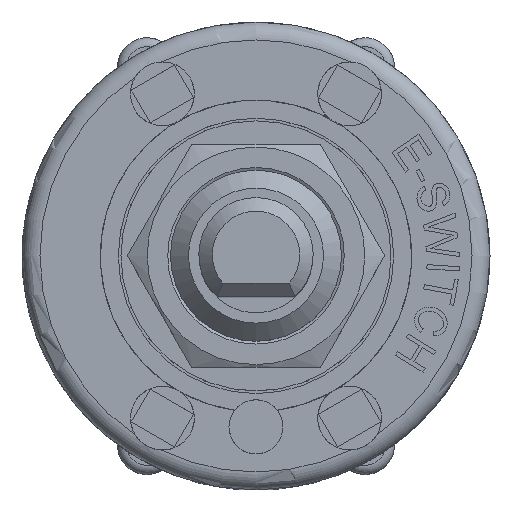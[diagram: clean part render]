
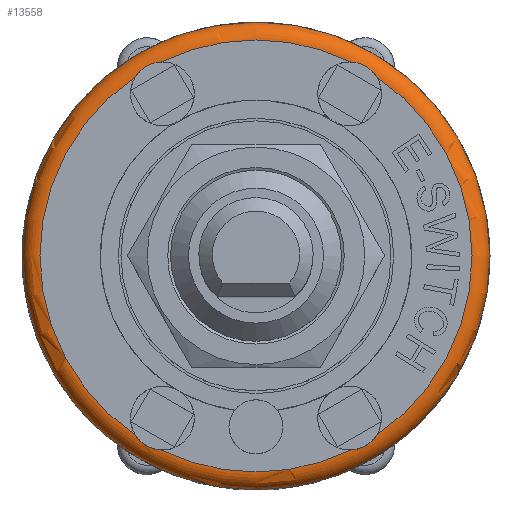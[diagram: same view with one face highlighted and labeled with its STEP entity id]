
A CAD part, top view. The second image highlights one B-rep face of the part: STEP entity #13558.
In plain terms, the highlighted toroidal (fillet/blend) face has major radius 12 mm and minor radius 1 mm.
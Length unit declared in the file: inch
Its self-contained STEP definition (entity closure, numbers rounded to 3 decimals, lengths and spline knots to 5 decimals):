
#26=TOROIDAL_SURFACE('',#14253,0.47244,0.03937);
#1150=B_SPLINE_CURVE_WITH_KNOTS('',3,(#23371,#23372,#23373,#23374,#23375,
#23376,#23377,#23378,#23379,#23380,#23381,#23382),.UNSPECIFIED.,.F.,.F.,
(4,2,2,2,2,4),(-0.26924,-0.24463,-0.21597,
-0.19207,-0.16451,-0.13568),.UNSPECIFIED.);
#1151=B_SPLINE_CURVE_WITH_KNOTS('',3,(#23394,#23395,#23396,#23397,#23398,
#23399,#23400,#23401,#23402,#23403,#23404,#23405),.UNSPECIFIED.,.F.,.F.,
(4,2,2,2,2,4),(-0.26924,-0.24463,-0.21597,
-0.19207,-0.16451,-0.13568),.UNSPECIFIED.);
#1152=B_SPLINE_CURVE_WITH_KNOTS('',3,(#23422,#23423,#23424,#23425,#23426,
#23427,#23428,#23429,#23430,#23431,#23432,#23433),.UNSPECIFIED.,.F.,.F.,
(4,2,2,2,2,4),(-0.26924,-0.24463,-0.21597,
-0.19207,-0.16451,-0.13568),.UNSPECIFIED.);
#1153=B_SPLINE_CURVE_WITH_KNOTS('',3,(#23455,#23456,#23457,#23458,#23459,
#23460,#23461,#23462,#23463,#23464,#23465,#23466),.UNSPECIFIED.,.F.,.F.,
(4,2,2,2,2,4),(-0.26924,-0.24463,-0.21597,
-0.19207,-0.16451,-0.13568),.UNSPECIFIED.);
#1839=FACE_OUTER_BOUND('',#2642,.T.);
#2642=EDGE_LOOP('',(#12508,#12509,#12510,#12511,#12512,#12513,#12514,#12515,
#12516,#12517,#12518,#12519));
#5665=CIRCLE('',#14206,0.51181);
#5692=CIRCLE('',#14254,0.03937);
#5693=CIRCLE('',#14255,0.47244);
#5694=CIRCLE('',#14256,0.47244);
#5695=CIRCLE('',#14257,0.47244);
#5696=CIRCLE('',#14258,0.47244);
#5697=CIRCLE('',#14259,0.47244);
#6936=VERTEX_POINT('',#23333);
#6944=VERTEX_POINT('',#23369);
#6945=VERTEX_POINT('',#23370);
#6948=VERTEX_POINT('',#23392);
#6949=VERTEX_POINT('',#23393);
#6954=VERTEX_POINT('',#23420);
#6955=VERTEX_POINT('',#23421);
#6962=VERTEX_POINT('',#23453);
#6963=VERTEX_POINT('',#23454);
#6966=VERTEX_POINT('',#23476);
#8829=EDGE_CURVE('',#6936,#6936,#5665,.T.);
#8847=EDGE_CURVE('',#6944,#6945,#1150,.T.);
#8853=EDGE_CURVE('',#6948,#6949,#1151,.T.);
#8861=EDGE_CURVE('',#6954,#6955,#1152,.T.);
#8871=EDGE_CURVE('',#6962,#6963,#1153,.T.);
#8877=EDGE_CURVE('',#6936,#6966,#5692,.T.);
#8878=EDGE_CURVE('',#6966,#6954,#5693,.T.);
#8879=EDGE_CURVE('',#6955,#6948,#5694,.T.);
#8880=EDGE_CURVE('',#6949,#6944,#5695,.T.);
#8881=EDGE_CURVE('',#6945,#6962,#5696,.T.);
#8882=EDGE_CURVE('',#6963,#6966,#5697,.T.);
#12508=ORIENTED_EDGE('',*,*,#8829,.T.);
#12509=ORIENTED_EDGE('',*,*,#8877,.T.);
#12510=ORIENTED_EDGE('',*,*,#8878,.T.);
#12511=ORIENTED_EDGE('',*,*,#8861,.T.);
#12512=ORIENTED_EDGE('',*,*,#8879,.T.);
#12513=ORIENTED_EDGE('',*,*,#8853,.T.);
#12514=ORIENTED_EDGE('',*,*,#8880,.T.);
#12515=ORIENTED_EDGE('',*,*,#8847,.T.);
#12516=ORIENTED_EDGE('',*,*,#8881,.T.);
#12517=ORIENTED_EDGE('',*,*,#8871,.T.);
#12518=ORIENTED_EDGE('',*,*,#8882,.T.);
#12519=ORIENTED_EDGE('',*,*,#8877,.F.);
#13558=ADVANCED_FACE('',(#1839),#26,.T.);
#14206=AXIS2_PLACEMENT_3D('',#23334,#16883,#16884);
#14253=AXIS2_PLACEMENT_3D('',#23475,#16994,#16995);
#14254=AXIS2_PLACEMENT_3D('',#23477,#16996,#16997);
#14255=AXIS2_PLACEMENT_3D('',#23478,#16998,#16999);
#14256=AXIS2_PLACEMENT_3D('',#23479,#17000,#17001);
#14257=AXIS2_PLACEMENT_3D('',#23480,#17002,#17003);
#14258=AXIS2_PLACEMENT_3D('',#23481,#17004,#17005);
#14259=AXIS2_PLACEMENT_3D('',#23482,#17006,#17007);
#16883=DIRECTION('center_axis',(0.,0.,1.));
#16884=DIRECTION('ref_axis',(-1.,0.,0.));
#16994=DIRECTION('center_axis',(0.,0.,-1.));
#16995=DIRECTION('ref_axis',(-1.,0.,0.));
#16996=DIRECTION('center_axis',(0.,-1.,0.));
#16997=DIRECTION('ref_axis',(1.,0.,0.));
#16998=DIRECTION('center_axis',(0.,0.,-1.));
#16999=DIRECTION('ref_axis',(-1.,0.,0.));
#17000=DIRECTION('center_axis',(0.,0.,-1.));
#17001=DIRECTION('ref_axis',(-1.,0.,0.));
#17002=DIRECTION('center_axis',(0.,0.,-1.));
#17003=DIRECTION('ref_axis',(-1.,0.,0.));
#17004=DIRECTION('center_axis',(0.,0.,-1.));
#17005=DIRECTION('ref_axis',(-1.,0.,0.));
#17006=DIRECTION('center_axis',(0.,0.,-1.));
#17007=DIRECTION('ref_axis',(-1.,0.,0.));
#23333=CARTESIAN_POINT('',(0.51181,0.,0.37402));
#23334=CARTESIAN_POINT('Origin',(0.,0.,0.37402));
#23369=CARTESIAN_POINT('',(-0.26379,0.39194,0.41339));
#23370=CARTESIAN_POINT('',(-0.20753,0.42442,0.41339));
#23371=CARTESIAN_POINT('Ctrl Pts',(-0.26379,0.39194,
0.41339));
#23372=CARTESIAN_POINT('Ctrl Pts',(-0.26165,0.39532,
0.41339));
#23373=CARTESIAN_POINT('Ctrl Pts',(-0.25918,0.39859,
0.41329));
#23374=CARTESIAN_POINT('Ctrl Pts',(-0.25306,0.40529,
0.41304));
#23375=CARTESIAN_POINT('Ctrl Pts',(-0.2494,0.40855,
0.4129));
#23376=CARTESIAN_POINT('Ctrl Pts',(-0.24211,0.41377,
0.41277));
#23377=CARTESIAN_POINT('Ctrl Pts',(-0.2386,0.41585,
0.41276));
#23378=CARTESIAN_POINT('Ctrl Pts',(-0.23069,0.41964,
0.41286));
#23379=CARTESIAN_POINT('Ctrl Pts',(-0.22626,0.42124,
0.41299));
#23380=CARTESIAN_POINT('Ctrl Pts',(-0.21694,0.42357,
0.41325));
#23381=CARTESIAN_POINT('Ctrl Pts',(-0.21219,0.42423,
0.41339));
#23382=CARTESIAN_POINT('Ctrl Pts',(-0.20753,0.42442,
0.41339));
#23392=CARTESIAN_POINT('',(-0.20753,-0.42442,0.41339));
#23393=CARTESIAN_POINT('',(-0.26379,-0.39194,0.41339));
#23394=CARTESIAN_POINT('Ctrl Pts',(-0.20753,-0.42442,
0.41339));
#23395=CARTESIAN_POINT('Ctrl Pts',(-0.21153,-0.42426,
0.41339));
#23396=CARTESIAN_POINT('Ctrl Pts',(-0.2156,-0.42375,
0.41329));
#23397=CARTESIAN_POINT('Ctrl Pts',(-0.22446,-0.42181,
0.41304));
#23398=CARTESIAN_POINT('Ctrl Pts',(-0.22911,-0.42026,
0.4129));
#23399=CARTESIAN_POINT('Ctrl Pts',(-0.23728,-0.41656,
0.41277));
#23400=CARTESIAN_POINT('Ctrl Pts',(-0.24084,-0.41456,
0.41276));
#23401=CARTESIAN_POINT('Ctrl Pts',(-0.24808,-0.4096,
0.41286));
#23402=CARTESIAN_POINT('Ctrl Pts',(-0.25168,-0.40656,
0.41299));
#23403=CARTESIAN_POINT('Ctrl Pts',(-0.25836,-0.39966,
0.41325));
#23404=CARTESIAN_POINT('Ctrl Pts',(-0.2613,-0.39588,
0.41339));
#23405=CARTESIAN_POINT('Ctrl Pts',(-0.26379,-0.39194,
0.41339));
#23420=CARTESIAN_POINT('',(0.26379,-0.39194,0.41339));
#23421=CARTESIAN_POINT('',(0.20753,-0.42442,0.41339));
#23422=CARTESIAN_POINT('Ctrl Pts',(0.26379,-0.39194,
0.41339));
#23423=CARTESIAN_POINT('Ctrl Pts',(0.26165,-0.39532,
0.41339));
#23424=CARTESIAN_POINT('Ctrl Pts',(0.25918,-0.39859,
0.41329));
#23425=CARTESIAN_POINT('Ctrl Pts',(0.25306,-0.40529,
0.41304));
#23426=CARTESIAN_POINT('Ctrl Pts',(0.2494,-0.40855,
0.4129));
#23427=CARTESIAN_POINT('Ctrl Pts',(0.24211,-0.41377,
0.41277));
#23428=CARTESIAN_POINT('Ctrl Pts',(0.2386,-0.41585,
0.41276));
#23429=CARTESIAN_POINT('Ctrl Pts',(0.23069,-0.41964,
0.41286));
#23430=CARTESIAN_POINT('Ctrl Pts',(0.22626,-0.42124,
0.41299));
#23431=CARTESIAN_POINT('Ctrl Pts',(0.21694,-0.42357,
0.41325));
#23432=CARTESIAN_POINT('Ctrl Pts',(0.21219,-0.42423,
0.41339));
#23433=CARTESIAN_POINT('Ctrl Pts',(0.20753,-0.42442,
0.41339));
#23453=CARTESIAN_POINT('',(0.20753,0.42442,0.41339));
#23454=CARTESIAN_POINT('',(0.26379,0.39194,0.41339));
#23455=CARTESIAN_POINT('Ctrl Pts',(0.20753,0.42442,0.41339));
#23456=CARTESIAN_POINT('Ctrl Pts',(0.21153,0.42426,
0.41339));
#23457=CARTESIAN_POINT('Ctrl Pts',(0.2156,0.42375,
0.41329));
#23458=CARTESIAN_POINT('Ctrl Pts',(0.22446,0.42181,0.41304));
#23459=CARTESIAN_POINT('Ctrl Pts',(0.22911,0.42026,
0.4129));
#23460=CARTESIAN_POINT('Ctrl Pts',(0.23728,0.41656,0.41277));
#23461=CARTESIAN_POINT('Ctrl Pts',(0.24084,0.41456,
0.41276));
#23462=CARTESIAN_POINT('Ctrl Pts',(0.24808,0.4096,
0.41286));
#23463=CARTESIAN_POINT('Ctrl Pts',(0.25168,0.40656,
0.41299));
#23464=CARTESIAN_POINT('Ctrl Pts',(0.25836,0.39966,
0.41325));
#23465=CARTESIAN_POINT('Ctrl Pts',(0.2613,0.39588,
0.41339));
#23466=CARTESIAN_POINT('Ctrl Pts',(0.26379,0.39194,
0.41339));
#23475=CARTESIAN_POINT('Origin',(0.,0.,0.37402));
#23476=CARTESIAN_POINT('',(0.47244,0.,0.41339));
#23477=CARTESIAN_POINT('Origin',(0.47244,0.,
0.37402));
#23478=CARTESIAN_POINT('Origin',(0.,0.,0.41339));
#23479=CARTESIAN_POINT('Origin',(0.,0.,0.41339));
#23480=CARTESIAN_POINT('Origin',(0.,0.,0.41339));
#23481=CARTESIAN_POINT('Origin',(0.,0.,0.41339));
#23482=CARTESIAN_POINT('Origin',(0.,0.,0.41339));
